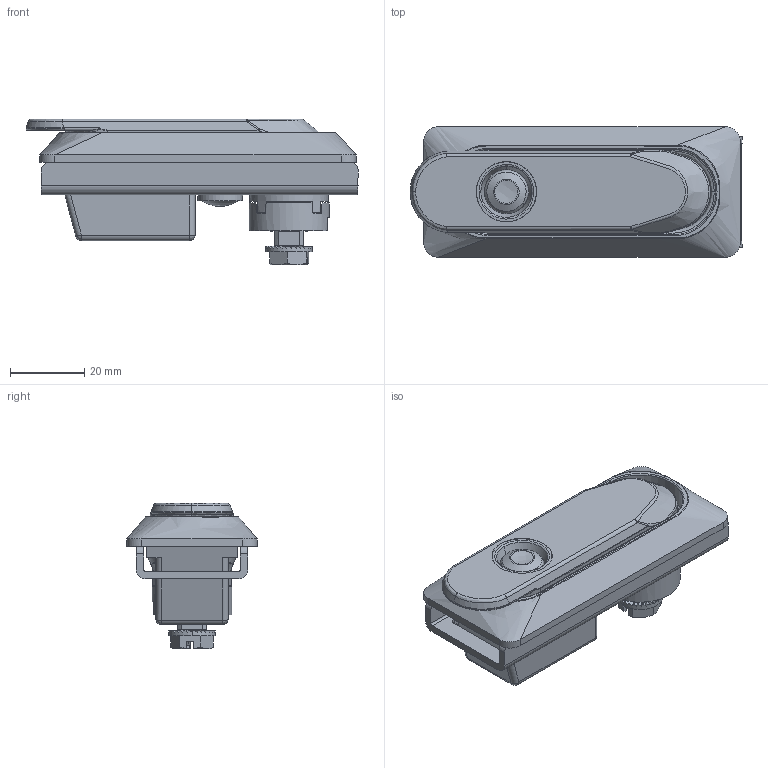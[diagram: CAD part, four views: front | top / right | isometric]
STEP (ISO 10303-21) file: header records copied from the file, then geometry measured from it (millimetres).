
FILE_DESCRIPTION (( 'STEP AP214' ), '1' );
FILE_NAME ('708.20.12.00.STEP', '2017-07-19T13:26:07', ( '' ), ( '' ), 'SwSTEP 2.0', 'SolidWorks 2017', '' );
FILE_SCHEMA (( 'AUTOMOTIVE_DESIGN' ));
Length unit declared in the file: millimetre
Products named in the file (10): 9; 8; 7; 6; 5; 4; 3; 2; 1; 708.20.12.00
Assembly tree (9 placements, depth 2):
  708.20.12.00
    1
    2
    3
    4
    5
    6
    7
    8
    9
Bounding box: 89.14 x 35 x 39.1 mm (x, y, z)
Volume: 41344.4 mm3; surface area: 36427.7 mm2
Topology: 9 solids, 9 shells, 955 faces, 2472 edges, 1529 vertices
Faces by surface type: plane 399, bspline 265, cylinder 264, cone 25, torus 2
Entity records: 50859 total; most frequent: CARTESIAN_POINT 29154, ORIENTED_EDGE 4890, DIRECTION 3926, EDGE_CURVE 2445, VERTEX_POINT 1528, AXIS2_PLACEMENT_3D 1384, VECTOR 1158, LINE 1158
